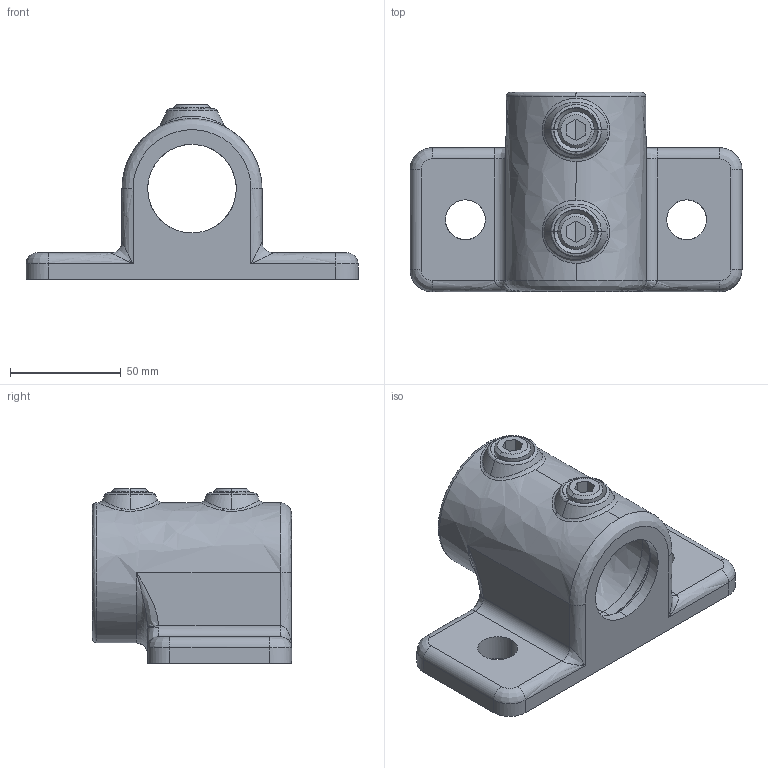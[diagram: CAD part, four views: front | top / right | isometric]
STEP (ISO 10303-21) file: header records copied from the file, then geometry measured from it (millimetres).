
FILE_DESCRIPTION (( 'STEP AP203' ), '1' );
FILE_NAME ('16141D.STEP', '2020-08-15T17:01:57', ( '' ), ( '' ), 'SwSTEP 2.0', 'SolidWorks 2018', '' );
FILE_SCHEMA (( 'CONFIG_CONTROL_DESIGN' ));
Length unit declared in the file: millimetre
Products named in the file (1): 16141D
Bounding box: 150 x 90 x 79 mm (x, y, z)
Volume: 218625.5 mm3; surface area: 57866.9 mm2
Topology: 3 solids, 3 shells, 161 faces, 388 edges, 222 vertices
Faces by surface type: bspline 161
Entity records: 12042 total; most frequent: CARTESIAN_POINT 9787, ORIENTED_EDGE 744, EDGE_CURVE 372, B_SPLINE_CURVE_WITH_KNOTS 257, VERTEX_POINT 222, EDGE_LOOP 180, ADVANCED_FACE 161, FACE_OUTER_BOUND 161
